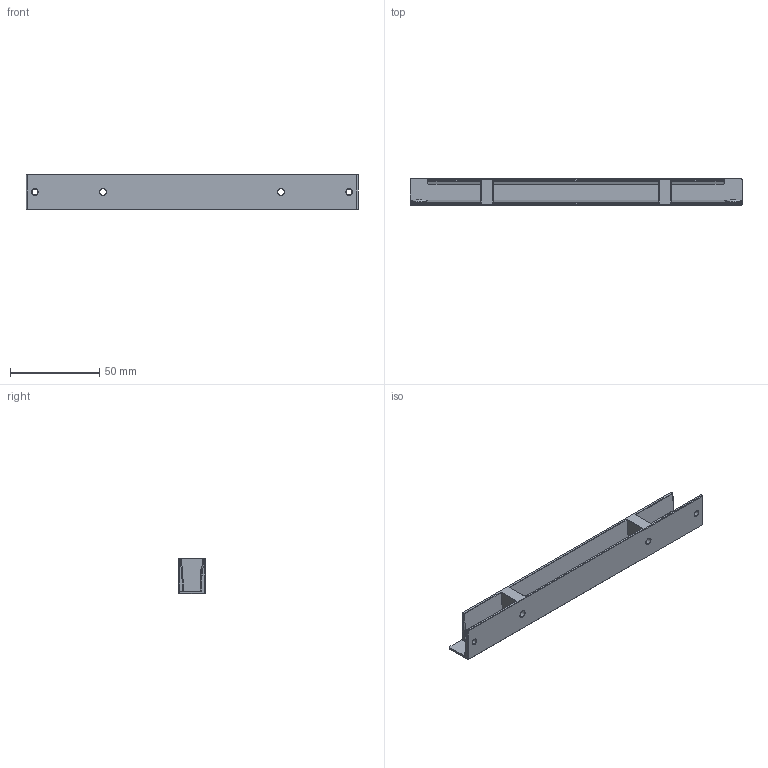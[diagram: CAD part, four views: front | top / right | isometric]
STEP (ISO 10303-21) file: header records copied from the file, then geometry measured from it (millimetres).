
FILE_DESCRIPTION (( 'STEP AP203' ), '1' );
FILE_NAME ('菁啣盓傅輸.STEP', '2024-01-19T12:28:08', ( 'Leo' ), ( '' ), 'SwSTEP 2.0', 'SolidWorks 2022', '' );
FILE_SCHEMA (( 'CONFIG_CONTROL_DESIGN' ));
Length unit declared in the file: millimetre
Products named in the file (1): 底板支撑块
Bounding box: 186.5 x 15 x 20 mm (x, y, z)
Volume: 21249.3 mm3; surface area: 19382 mm2
Topology: 1 solids, 1 shells, 109 faces, 266 edges, 160 vertices
Faces by surface type: plane 43, cone 24, bspline 22, cylinder 20
Entity records: 5303 total; most frequent: CARTESIAN_POINT 2818, ORIENTED_EDGE 532, DIRECTION 448, EDGE_CURVE 266, VERTEX_POINT 160, AXIS2_PLACEMENT_3D 152, VECTOR 144, LINE 144
